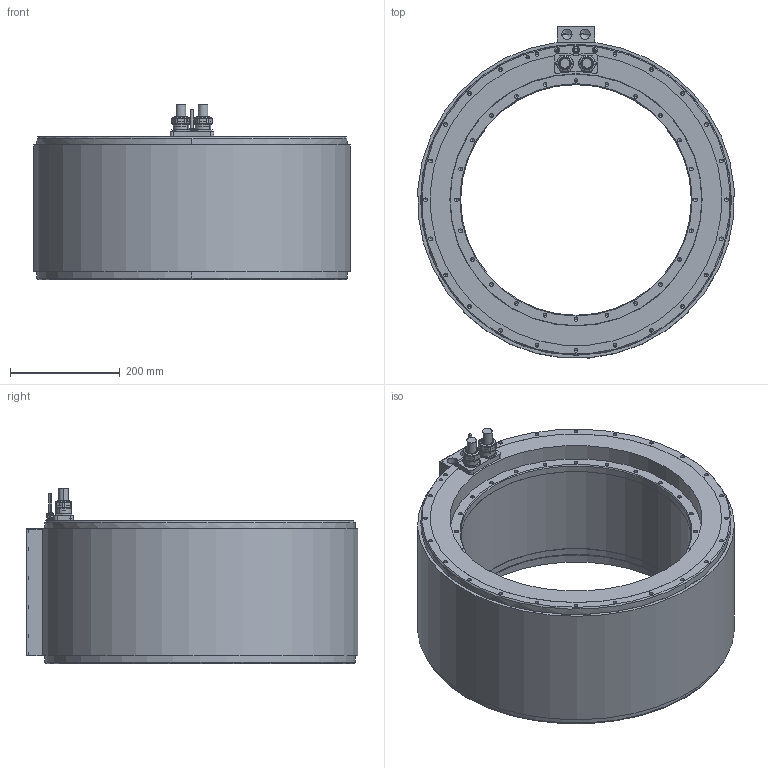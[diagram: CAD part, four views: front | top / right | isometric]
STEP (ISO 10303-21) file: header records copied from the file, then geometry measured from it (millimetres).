
FILE_DESCRIPTION((''),'2;1');
FILE_NAME('1217831-35_ASM','2018-10-23T',('CH5533'),(''),'PRO/ENGINEER BY PARAMETRIC TECHNOLOGY CORPORATION, 2014000','PRO/ENGINEER BY PARAMETRIC TECHNOLOGY CORPORATION, 2014000','');
FILE_SCHEMA(('CONFIG_CONTROL_DESIGN'));
Length unit declared in the file: millimetre
Products named in the file (3): PRT0001; PRT0002; 1217831-35_ASM
Assembly tree (2 placements, depth 2):
  1217831-35_ASM
    PRT0001
    PRT0002
Bounding box: 575.6 x 603.86 x 319.7 mm (x, y, z)
Volume: 30231528.2 mm3; surface area: 1749948.7 mm2
Topology: 2 solids, 30 shells, 1205 faces, 2834 edges, 1632 vertices
Faces by surface type: cylinder 497, plane 334, cone 308, torus 62, sphere 4
Entity records: 36379 total; most frequent: DIRECTION 6334, CARTESIAN_POINT 5625, ORIENTED_EDGE 5216, EDGE_CURVE 2608, AXIS2_PLACEMENT_3D 2542, VERTEX_POINT 1632, EDGE_LOOP 1428, CIRCLE 1332
